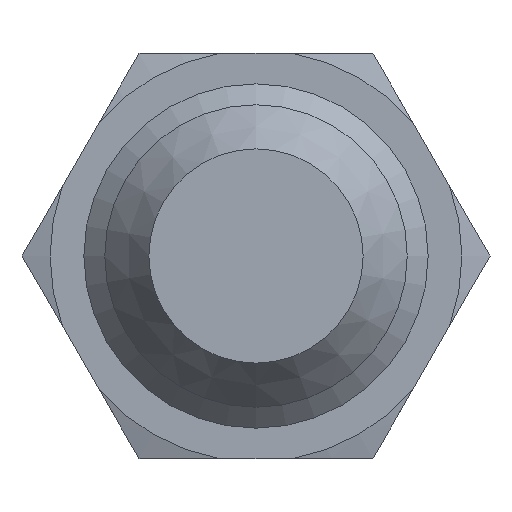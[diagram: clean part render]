
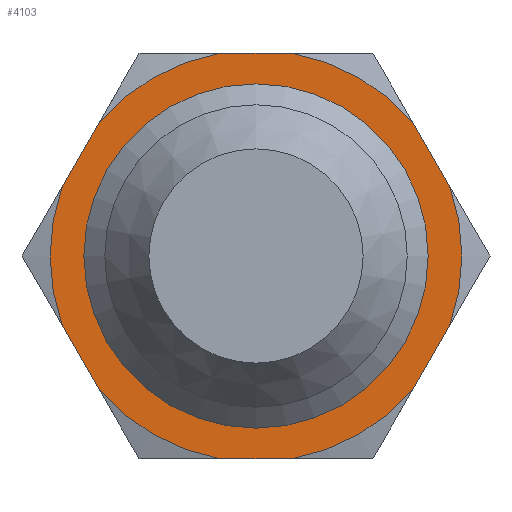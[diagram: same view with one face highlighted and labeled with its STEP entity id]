
A CAD part, left-side view. The second image highlights one B-rep face of the part: STEP entity #4103.
In plain terms, the highlighted planar face has unit normal (-1, 0, 0).
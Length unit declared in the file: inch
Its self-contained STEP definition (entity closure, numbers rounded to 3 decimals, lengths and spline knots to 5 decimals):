
#2904=CARTESIAN_POINT('',(0.,-0.11225,0.625));
#2905=VERTEX_POINT('',#2904);
#2975=CARTESIAN_POINT('',(0.,0.11225,0.625));
#2976=VERTEX_POINT('',#2975);
#2990=CARTESIAN_POINT('',(0.0,-0.11225,0.625));
#2991=DIRECTION('',(0.0,1.0,0.0));
#2992=VECTOR('',#2991,0.2245);
#2993=LINE('',#2990,#2992);
#2994=EDGE_CURVE('',#2905,#2976,#2993,.T.);
#3318=CARTESIAN_POINT('',(0.0,0.,0.4735));
#3319=VERTEX_POINT('',#3318);
#3320=CARTESIAN_POINT('',(0.0,0.,0.));
#3321=DIRECTION('',(-1.0,0.0,0.0));
#3322=DIRECTION('',(0.0,0.0,-1.0));
#3323=AXIS2_PLACEMENT_3D('',#3320,#3321,#3322);
#3324=CIRCLE('',#3323,0.4735);
#3325=EDGE_CURVE('',#3319,#3319,#3324,.T.);
#3406=CARTESIAN_POINT('',(0.,0.48514,-0.40971));
#3407=VERTEX_POINT('',#3406);
#3421=CARTESIAN_POINT('',(0.,0.11225,-0.625));
#3422=VERTEX_POINT('',#3421);
#3436=CARTESIAN_POINT('',(0.0,0.0,0.0));
#3437=DIRECTION('',(-1.0,0.0,0.0));
#3438=DIRECTION('',(0.0,1.0,0.0));
#3439=AXIS2_PLACEMENT_3D('',#3436,#3437,#3438);
#3440=CIRCLE('',#3439,0.635);
#3441=EDGE_CURVE('',#3407,#3422,#3440,.T.);
#3451=CARTESIAN_POINT('',(0.,0.59739,-0.21529));
#3452=VERTEX_POINT('',#3451);
#3468=CARTESIAN_POINT('',(0.,0.59739,0.21529));
#3469=VERTEX_POINT('',#3468);
#3470=CARTESIAN_POINT('',(0.0,0.0,0.0));
#3471=DIRECTION('',(-1.0,0.0,0.0));
#3472=DIRECTION('',(0.0,1.0,0.0));
#3473=AXIS2_PLACEMENT_3D('',#3470,#3471,#3472);
#3474=CIRCLE('',#3473,0.635);
#3475=EDGE_CURVE('',#3469,#3452,#3474,.T.);
#3498=CARTESIAN_POINT('',(0.,0.48514,0.40971));
#3499=VERTEX_POINT('',#3498);
#3513=CARTESIAN_POINT('',(0.0,0.0,0.0));
#3514=DIRECTION('',(-1.0,0.0,0.0));
#3515=DIRECTION('',(0.0,1.0,0.0));
#3516=AXIS2_PLACEMENT_3D('',#3513,#3514,#3515);
#3517=CIRCLE('',#3516,0.635);
#3518=EDGE_CURVE('',#2976,#3499,#3517,.T.);
#3530=CARTESIAN_POINT('',(0.,-0.48514,0.40971));
#3531=VERTEX_POINT('',#3530);
#3532=CARTESIAN_POINT('',(0.0,0.0,0.0));
#3533=DIRECTION('',(-1.0,0.0,0.0));
#3534=DIRECTION('',(0.0,1.0,0.0));
#3535=AXIS2_PLACEMENT_3D('',#3532,#3533,#3534);
#3536=CIRCLE('',#3535,0.635);
#3537=EDGE_CURVE('',#3531,#2905,#3536,.T.);
#3560=CARTESIAN_POINT('',(0.,-0.59739,0.21529));
#3561=VERTEX_POINT('',#3560);
#3577=CARTESIAN_POINT('',(0.,-0.59739,-0.21529));
#3578=VERTEX_POINT('',#3577);
#3579=CARTESIAN_POINT('',(0.0,0.0,0.0));
#3580=DIRECTION('',(-1.0,0.0,0.0));
#3581=DIRECTION('',(0.0,1.0,0.0));
#3582=AXIS2_PLACEMENT_3D('',#3579,#3580,#3581);
#3583=CIRCLE('',#3582,0.635);
#3584=EDGE_CURVE('',#3578,#3561,#3583,.T.);
#3607=CARTESIAN_POINT('',(0.,-0.48514,-0.40971));
#3608=VERTEX_POINT('',#3607);
#3624=CARTESIAN_POINT('',(0.,-0.11225,-0.625));
#3625=VERTEX_POINT('',#3624);
#3626=CARTESIAN_POINT('',(0.0,0.0,0.0));
#3627=DIRECTION('',(-1.0,0.0,0.0));
#3628=DIRECTION('',(0.0,1.0,0.0));
#3629=AXIS2_PLACEMENT_3D('',#3626,#3627,#3628);
#3630=CIRCLE('',#3629,0.635);
#3631=EDGE_CURVE('',#3625,#3608,#3630,.T.);
#3926=CARTESIAN_POINT('',(0.0,-0.48514,-0.40971));
#3927=DIRECTION('',(0.0,-0.5,0.866));
#3928=VECTOR('',#3927,0.2245);
#3929=LINE('',#3926,#3928);
#3930=EDGE_CURVE('',#3608,#3578,#3929,.T.);
#3952=CARTESIAN_POINT('',(0.0,-0.59739,0.21529));
#3953=DIRECTION('',(0.0,0.5,0.866));
#3954=VECTOR('',#3953,0.2245);
#3955=LINE('',#3952,#3954);
#3956=EDGE_CURVE('',#3561,#3531,#3955,.T.);
#4025=CARTESIAN_POINT('',(0.0,0.48514,0.40971));
#4026=DIRECTION('',(0.0,0.5,-0.866));
#4027=VECTOR('',#4026,0.2245);
#4028=LINE('',#4025,#4027);
#4029=EDGE_CURVE('',#3499,#3469,#4028,.T.);
#4040=CARTESIAN_POINT('',(0.0,0.11225,-0.625));
#4041=DIRECTION('',(0.0,-1.0,0.0));
#4042=VECTOR('',#4041,0.2245);
#4043=LINE('',#4040,#4042);
#4044=EDGE_CURVE('',#3422,#3625,#4043,.T.);
#4066=CARTESIAN_POINT('',(0.0,0.59739,-0.21529));
#4067=DIRECTION('',(0.0,-0.5,-0.866));
#4068=VECTOR('',#4067,0.2245);
#4069=LINE('',#4066,#4068);
#4070=EDGE_CURVE('',#3452,#3407,#4069,.T.);
#4081=CARTESIAN_POINT('',(0.0,0.,0.));
#4082=DIRECTION('',(1.0,0.0,0.0));
#4083=DIRECTION('',(0.0,0.0,-1.0));
#4084=AXIS2_PLACEMENT_3D('',#4081,#4082,#4083);
#4085=PLANE('',#4084);
#4086=ORIENTED_EDGE('',*,*,#3631,.T.);
#4087=ORIENTED_EDGE('',*,*,#3930,.T.);
#4088=ORIENTED_EDGE('',*,*,#3584,.T.);
#4089=ORIENTED_EDGE('',*,*,#3956,.T.);
#4090=ORIENTED_EDGE('',*,*,#3537,.T.);
#4091=ORIENTED_EDGE('',*,*,#2994,.T.);
#4092=ORIENTED_EDGE('',*,*,#3518,.T.);
#4093=ORIENTED_EDGE('',*,*,#4029,.T.);
#4094=ORIENTED_EDGE('',*,*,#3475,.T.);
#4095=ORIENTED_EDGE('',*,*,#4070,.T.);
#4096=ORIENTED_EDGE('',*,*,#3441,.T.);
#4097=ORIENTED_EDGE('',*,*,#4044,.T.);
#4098=EDGE_LOOP('',(#4086,#4087,#4088,#4089,#4090,#4091,#4092,#4093,#4094,#4095,#4096,#4097));
#4099=FACE_OUTER_BOUND('',#4098,.T.);
#4100=ORIENTED_EDGE('',*,*,#3325,.F.);
#4101=EDGE_LOOP('',(#4100));
#4102=FACE_BOUND('',#4101,.T.);
#4103=ADVANCED_FACE('',(#4099,#4102),#4085,.F.);
